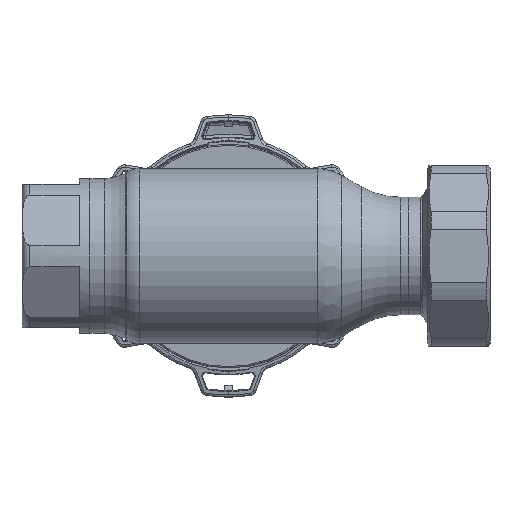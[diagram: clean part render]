
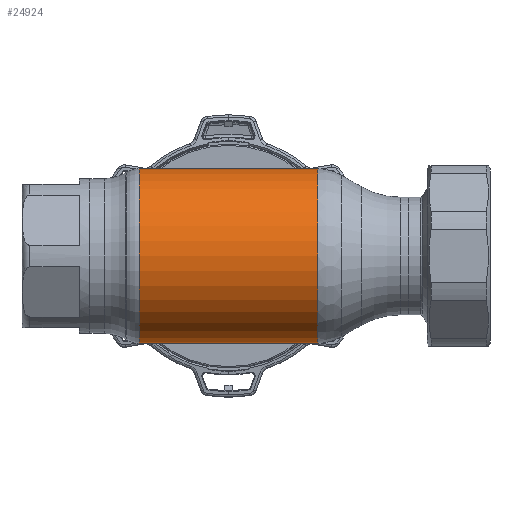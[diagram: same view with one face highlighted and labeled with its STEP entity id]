
A CAD part, front view. The second image highlights one B-rep face of the part: STEP entity #24924.
In plain terms, the highlighted cylindrical face has radius 33.34 mm (diameter 66.68 mm), a partial arc.
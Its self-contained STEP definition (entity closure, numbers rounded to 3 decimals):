
#855 = VECTOR ( 'NONE', #23098, 1000. ) ;
#2492 = AXIS2_PLACEMENT_3D ( 'NONE', #16164, #8500, #11107 ) ;
#2547 = FACE_OUTER_BOUND ( 'NONE', #16909, .T. ) ;
#3465 = EDGE_CURVE ( 'NONE', #6183, #7338, #22924, .T. ) ;
#5370 = VECTOR ( 'NONE', #8393, 1000. ) ;
#5984 = DIRECTION ( 'NONE',  ( 0., 0., -1. ) ) ;
#6183 = VERTEX_POINT ( 'NONE', #23052 ) ;
#6209 = CIRCLE ( 'NONE', #19069, 33.34 ) ;
#7203 = CARTESIAN_POINT ( 'NONE',  ( 34.177, 0., 33.34 ) ) ;
#7338 = VERTEX_POINT ( 'NONE', #7203 ) ;
#8393 = DIRECTION ( 'NONE',  ( 1., 0., 0. ) ) ;
#8437 = CARTESIAN_POINT ( 'NONE',  ( -34.177, 0., 0. ) ) ;
#8500 = DIRECTION ( 'NONE',  ( 1., 0., 0. ) ) ;
#10558 = CARTESIAN_POINT ( 'NONE',  ( 34.177, 0., -33.34 ) ) ;
#11107 = DIRECTION ( 'NONE',  ( 0., 0., -1. ) ) ;
#11166 = CIRCLE ( 'NONE', #29696, 33.34 ) ;
#12951 = VERTEX_POINT ( 'NONE', #23676 ) ;
#16164 = CARTESIAN_POINT ( 'NONE',  ( 62.69, 0., 0. ) ) ;
#16909 = EDGE_LOOP ( 'NONE', ( #24291, #33704, #22934, #17237 ) ) ;
#16995 = DIRECTION ( 'NONE',  ( 1., 0., 0. ) ) ;
#17130 = CARTESIAN_POINT ( 'NONE',  ( 62.69, 0., -33.34 ) ) ;
#17237 = ORIENTED_EDGE ( 'NONE', *, *, #20151, .F. ) ;
#17742 = EDGE_CURVE ( 'NONE', #12951, #29860, #22411, .T. ) ;
#17847 = DIRECTION ( 'NONE',  ( 1., 0., 0. ) ) ;
#19069 = AXIS2_PLACEMENT_3D ( 'NONE', #8437, #16995, #5984 ) ;
#20151 = EDGE_CURVE ( 'NONE', #7338, #29860, #11166, .T. ) ;
#22411 = LINE ( 'NONE', #17130, #5370 ) ;
#22924 = LINE ( 'NONE', #33616, #855 ) ;
#22934 = ORIENTED_EDGE ( 'NONE', *, *, #17742, .T. ) ;
#23052 = CARTESIAN_POINT ( 'NONE',  ( -34.177, 0., 33.34 ) ) ;
#23098 = DIRECTION ( 'NONE',  ( 1., 0., 0. ) ) ;
#23351 = DIRECTION ( 'NONE',  ( 0., 0., -1. ) ) ;
#23676 = CARTESIAN_POINT ( 'NONE',  ( -34.177, 0., -33.34 ) ) ;
#24291 = ORIENTED_EDGE ( 'NONE', *, *, #3465, .F. ) ;
#24924 = ADVANCED_FACE ( 'NONE', ( #2547 ), #33783, .T. ) ;
#25977 = CARTESIAN_POINT ( 'NONE',  ( 34.177, 0., 0. ) ) ;
#29696 = AXIS2_PLACEMENT_3D ( 'NONE', #25977, #17847, #23351 ) ;
#29860 = VERTEX_POINT ( 'NONE', #10558 ) ;
#33616 = CARTESIAN_POINT ( 'NONE',  ( 62.69, 0., 33.34 ) ) ;
#33704 = ORIENTED_EDGE ( 'NONE', *, *, #34463, .T. ) ;
#33783 = CYLINDRICAL_SURFACE ( 'NONE', #2492, 33.34 ) ;
#34463 = EDGE_CURVE ( 'NONE', #6183, #12951, #6209, .T. ) ;
